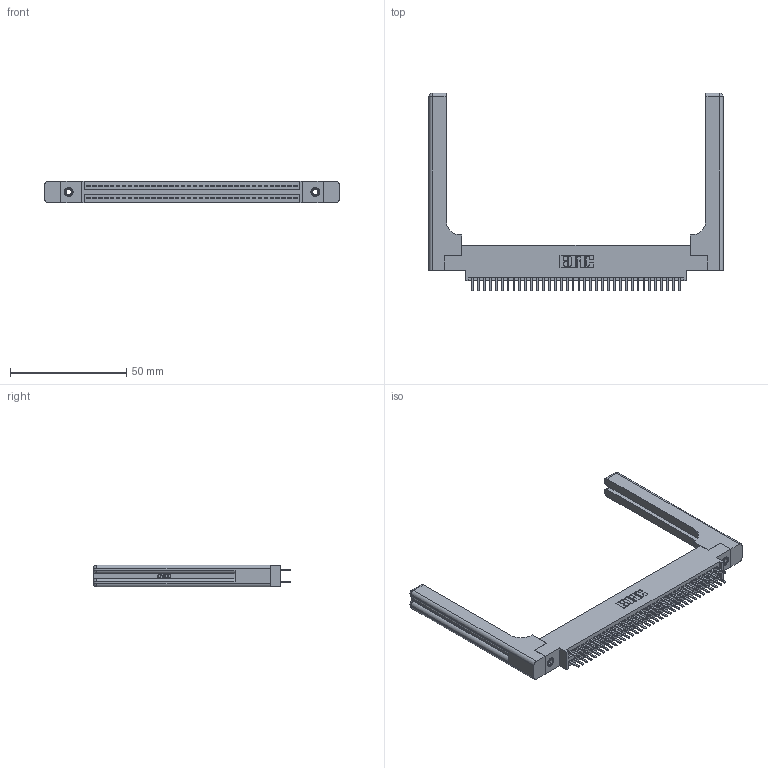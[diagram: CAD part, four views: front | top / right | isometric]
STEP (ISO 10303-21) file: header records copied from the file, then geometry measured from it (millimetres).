
FILE_DESCRIPTION (( 'STEP AP203' ), '1' );
FILE_NAME ('345-072-520-858.STEP', '2019-10-31T02:37:24', ( '' ), ( '' ), 'SwSTEP 2.0', 'SolidWorks 2016', '' );
FILE_SCHEMA (( 'CONFIG_CONTROL_DESIGN' ));
Length unit declared in the file: inch
Products named in the file (5): 345-292-001_345-293-120; 345 Part_0.170 Offset - 0.156 Dia-TH; 345-220-058_345-220-058; 345-072-520-858; 345-250-001_345-250-001-102
Assembly tree (77 placements, depth 2):
  345-072-520-858
    345 Part_0.170 Offset - 0.156 Dia-TH
    345-292-001_345-293-120  x72
    345-250-001_345-250-001-102  x2
    345-220-058_345-220-058  x2
Bounding box: 126.47 x 84.96 x 9.4 mm (x, y, z)
Volume: 20559.5 mm3; surface area: 22881.5 mm2
Topology: 77 solids, 77 shells, 4274 faces, 12323 edges, 8002 vertices
Faces by surface type: plane 2752, cylinder 1462, bspline 36, cone 12, sphere 8, torus 4
Entity records: 34482 total; most frequent: CARTESIAN_POINT 6793, ORIENTED_EDGE 5512, DIRECTION 4916, EDGE_CURVE 2756, LINE 2384, VECTOR 2384, VERTEX_POINT 1826, AXIS2_PLACEMENT_3D 1266
